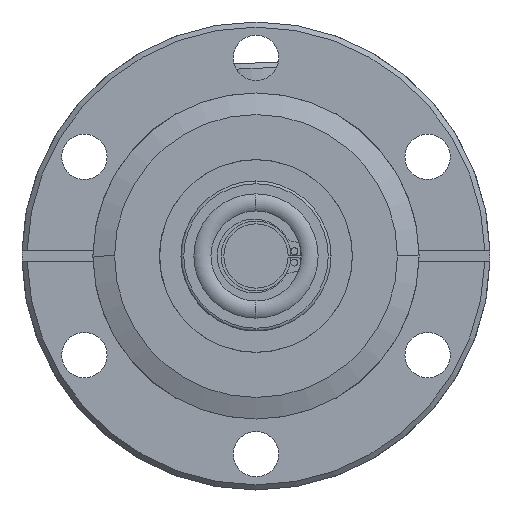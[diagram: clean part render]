
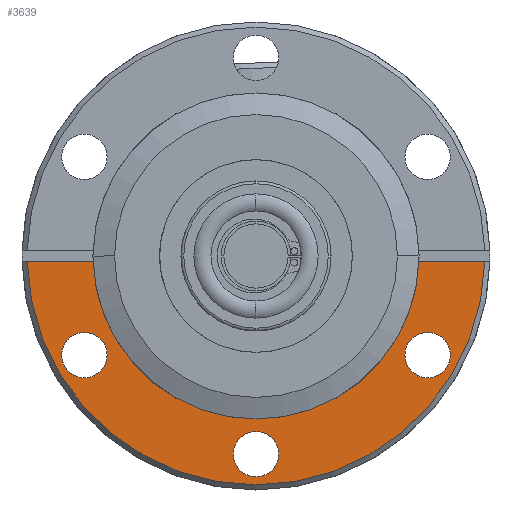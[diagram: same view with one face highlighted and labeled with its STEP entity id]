
A CAD part, left-side view. The second image highlights one B-rep face of the part: STEP entity #3639.
In plain terms, the highlighted planar face has unit normal (-1, 0, 0).
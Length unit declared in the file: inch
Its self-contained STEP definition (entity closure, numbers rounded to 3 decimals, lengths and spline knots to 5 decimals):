
#159 = ORIENTED_EDGE ( 'NONE', *, *, #3193, .F. ) ;
#200 = CARTESIAN_POINT ( 'NONE',  ( -1.51625, 1.00113, -0.4455 ) ) ;
#311 = CARTESIAN_POINT ( 'NONE',  ( -1.51625, 0., -1.0235 ) ) ;
#353 = CARTESIAN_POINT ( 'NONE',  ( -1.51625, -0.95053, -0.03 ) ) ;
#439 = CARTESIAN_POINT ( 'NONE',  ( -1.51625, 0.95053, -0.03 ) ) ;
#480 = VERTEX_POINT ( 'NONE', #1511 ) ;
#573 = VERTEX_POINT ( 'NONE', #1146 ) ;
#577 = VERTEX_POINT ( 'NONE', #627 ) ;
#612 = CARTESIAN_POINT ( 'NONE',  ( -1.51625, 1.33466, -0.03 ) ) ;
#627 = CARTESIAN_POINT ( 'NONE',  ( -1.51625, 0., -1.2885 ) ) ;
#708 = VERTEX_POINT ( 'NONE', #1007 ) ;
#916 = VERTEX_POINT ( 'NONE', #353 ) ;
#1003 = VERTEX_POINT ( 'NONE', #200 ) ;
#1007 = CARTESIAN_POINT ( 'NONE',  ( -1.51625, 1.00113, -0.7105 ) ) ;
#1146 = CARTESIAN_POINT ( 'NONE',  ( -1.51625, -1.00113, -0.7105 ) ) ;
#1179 = VERTEX_POINT ( 'NONE', #439 ) ;
#1190 = VERTEX_POINT ( 'NONE', #311 ) ;
#1238 = VERTEX_POINT ( 'NONE', #1410 ) ;
#1243 = VERTEX_POINT ( 'NONE', #612 ) ;
#1410 = CARTESIAN_POINT ( 'NONE',  ( -1.51625, -1.00113, -0.4455 ) ) ;
#1442 = ORIENTED_EDGE ( 'NONE', *, *, #3086, .T. ) ;
#1496 = ORIENTED_EDGE ( 'NONE', *, *, #3203, .F. ) ;
#1502 = ORIENTED_EDGE ( 'NONE', *, *, #3000, .F. ) ;
#1511 = CARTESIAN_POINT ( 'NONE',  ( -1.51625, -1.33466, -0.03 ) ) ;
#1756 = EDGE_LOOP ( 'NONE', ( #1502, #159 ) ) ;
#1910 = CIRCLE ( 'NONE', #10990, 0.1325 ) ;
#1986 = VECTOR ( 'NONE', #6088, 39.37008 ) ;
#2030 = CIRCLE ( 'NONE', #11166, 0.1325 ) ;
#2035 = CIRCLE ( 'NONE', #11279, 0.1325 ) ;
#2096 = CIRCLE ( 'NONE', #11387, 0.1325 ) ;
#2140 = LINE ( 'NONE', #6086, #1986 ) ;
#2175 = CIRCLE ( 'NONE', #10957, 0.1325 ) ;
#2182 = VECTOR ( 'NONE', #5108, 39.37008 ) ;
#2186 = CIRCLE ( 'NONE', #11183, 0.951 ) ;
#2220 = CIRCLE ( 'NONE', #11302, 0.1325 ) ;
#2243 = LINE ( 'NONE', #5093, #2182 ) ;
#2246 = CIRCLE ( 'NONE', #11347, 1.335 ) ;
#3000 = EDGE_CURVE ( 'NONE', #1238, #573, #2096, .T. ) ;
#3020 = EDGE_CURVE ( 'NONE', #1190, #577, #2030, .T. ) ;
#3021 = EDGE_CURVE ( 'NONE', #916, #480, #2243, .T. ) ;
#3056 = EDGE_CURVE ( 'NONE', #1003, #708, #2220, .T. ) ;
#3086 = EDGE_CURVE ( 'NONE', #1243, #480, #2246, .T. ) ;
#3099 = EDGE_CURVE ( 'NONE', #1243, #1179, #2140, .T. ) ;
#3174 = EDGE_CURVE ( 'NONE', #577, #1190, #2175, .T. ) ;
#3180 = EDGE_CURVE ( 'NONE', #1179, #916, #2186, .T. ) ;
#3193 = EDGE_CURVE ( 'NONE', #573, #1238, #1910, .T. ) ;
#3203 = EDGE_CURVE ( 'NONE', #708, #1003, #2035, .T. ) ;
#3248 = EDGE_LOOP ( 'NONE', ( #1442, #8795, #8781, #8723 ) ) ;
#3274 = EDGE_LOOP ( 'NONE', ( #8726, #8804 ) ) ;
#3639 = ADVANCED_FACE ( 'NONE', ( #7708, #7717, #7719, #7721 ), #8883, .F. ) ;
#4827 = CARTESIAN_POINT ( 'NONE',  ( -1.51625, -1.00113, -0.578 ) ) ;
#4829 = DIRECTION ( 'NONE',  ( -1., 0., 0. ) ) ;
#4831 = DIRECTION ( 'NONE',  ( 0., 0., 1. ) ) ;
#5088 = CARTESIAN_POINT ( 'NONE',  ( -1.51625, 0., -1.156 ) ) ;
#5093 = CARTESIAN_POINT ( 'NONE',  ( -1.51625, -1.38335, -0.03 ) ) ;
#5101 = DIRECTION ( 'NONE',  ( -1., 0., 0. ) ) ;
#5103 = DIRECTION ( 'NONE',  ( 0., 0., 1. ) ) ;
#5108 = DIRECTION ( 'NONE',  ( 0., -1., 0. ) ) ;
#5315 = CARTESIAN_POINT ( 'NONE',  ( -1.51625, 1.00113, -0.578 ) ) ;
#5327 = DIRECTION ( 'NONE',  ( -1., 0., 0. ) ) ;
#5329 = DIRECTION ( 'NONE',  ( 0., 0., 1. ) ) ;
#5961 = CARTESIAN_POINT ( 'NONE',  ( -1.51625, 0., 0. ) ) ;
#5963 = DIRECTION ( 'NONE',  ( -1., 0., 0. ) ) ;
#5965 = DIRECTION ( 'NONE',  ( 0., 1., 0. ) ) ;
#6086 = CARTESIAN_POINT ( 'NONE',  ( -1.51625, 1.38335, -0.03 ) ) ;
#6088 = DIRECTION ( 'NONE',  ( 0., -1., 0. ) ) ;
#6711 = CARTESIAN_POINT ( 'NONE',  ( -1.51625, 0., -1.156 ) ) ;
#6717 = DIRECTION ( 'NONE',  ( -1., 0., 0. ) ) ;
#6718 = DIRECTION ( 'NONE',  ( 0., 0., 1. ) ) ;
#6729 = CARTESIAN_POINT ( 'NONE',  ( -1.51625, 0., 0. ) ) ;
#6735 = DIRECTION ( 'NONE',  ( -1., 0., 0. ) ) ;
#6736 = DIRECTION ( 'NONE',  ( 0., -1., 0. ) ) ;
#6768 = CARTESIAN_POINT ( 'NONE',  ( -1.51625, -1.00113, -0.578 ) ) ;
#6769 = DIRECTION ( 'NONE',  ( -1., 0., 0. ) ) ;
#6770 = DIRECTION ( 'NONE',  ( 0., 0., 1. ) ) ;
#7315 = EDGE_LOOP ( 'NONE', ( #8790, #1496 ) ) ;
#7708 = FACE_BOUND ( 'NONE', #1756, .T. ) ;
#7717 = FACE_OUTER_BOUND ( 'NONE', #3248, .T. ) ;
#7719 = FACE_BOUND ( 'NONE', #3274, .T. ) ;
#7721 = FACE_BOUND ( 'NONE', #7315, .T. ) ;
#8723 = ORIENTED_EDGE ( 'NONE', *, *, #3099, .F. ) ;
#8726 = ORIENTED_EDGE ( 'NONE', *, *, #3020, .F. ) ;
#8781 = ORIENTED_EDGE ( 'NONE', *, *, #3180, .F. ) ;
#8790 = ORIENTED_EDGE ( 'NONE', *, *, #3056, .F. ) ;
#8795 = ORIENTED_EDGE ( 'NONE', *, *, #3021, .F. ) ;
#8804 = ORIENTED_EDGE ( 'NONE', *, *, #3174, .F. ) ;
#8883 = PLANE ( 'NONE',  #11071 ) ;
#9157 = CARTESIAN_POINT ( 'NONE',  ( -1.51625, 1.365, 0. ) ) ;
#9256 = CARTESIAN_POINT ( 'NONE',  ( -1.51625, 1.00113, -0.578 ) ) ;
#9496 = DIRECTION ( 'NONE',  ( 0., 1., 0. ) ) ;
#9574 = DIRECTION ( 'NONE',  ( 0., 0., 1. ) ) ;
#9761 = DIRECTION ( 'NONE',  ( -1., 0., 0. ) ) ;
#9856 = DIRECTION ( 'NONE',  ( 1., 0., 0. ) ) ;
#10957 = AXIS2_PLACEMENT_3D ( 'NONE', #6711, #6717, #6718 ) ;
#10990 = AXIS2_PLACEMENT_3D ( 'NONE', #6768, #6769, #6770 ) ;
#11071 = AXIS2_PLACEMENT_3D ( 'NONE', #9157, #9856, #9496 ) ;
#11166 = AXIS2_PLACEMENT_3D ( 'NONE', #5088, #5101, #5103 ) ;
#11183 = AXIS2_PLACEMENT_3D ( 'NONE', #6729, #6735, #6736 ) ;
#11279 = AXIS2_PLACEMENT_3D ( 'NONE', #9256, #9761, #9574 ) ;
#11302 = AXIS2_PLACEMENT_3D ( 'NONE', #5315, #5327, #5329 ) ;
#11347 = AXIS2_PLACEMENT_3D ( 'NONE', #5961, #5963, #5965 ) ;
#11387 = AXIS2_PLACEMENT_3D ( 'NONE', #4827, #4829, #4831 ) ;
